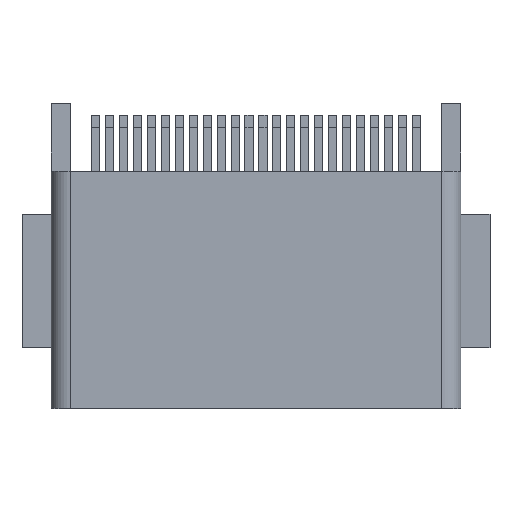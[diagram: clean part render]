
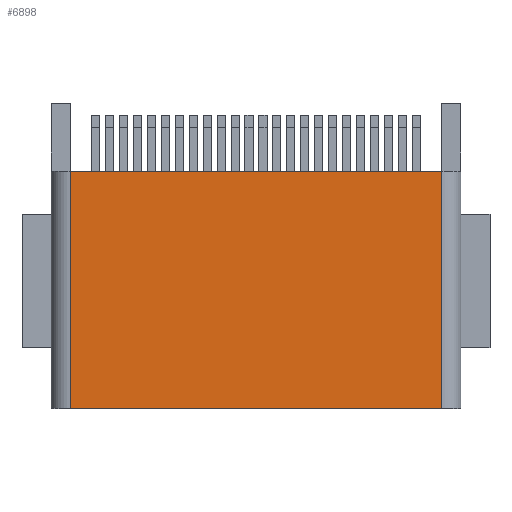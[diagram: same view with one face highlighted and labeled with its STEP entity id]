
A CAD part, top view. The second image highlights one B-rep face of the part: STEP entity #6898.
In plain terms, the highlighted planar face has unit normal (0, 0, 1).
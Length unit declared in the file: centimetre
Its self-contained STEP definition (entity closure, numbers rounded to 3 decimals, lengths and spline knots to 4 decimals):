
#6612=CARTESIAN_POINT('',(-1.465,-0.355,1.38));
#6613=VERTEX_POINT('',#6612);
#6631=CARTESIAN_POINT('',(-1.465,-2.225,1.38));
#6632=VERTEX_POINT('',#6631);
#6640=CARTESIAN_POINT('',(-1.465,-2.69,1.38));
#6641=DIRECTION('',(-0.,1.,0.));
#6642=VECTOR('',#6641,3.035);
#6643=LINE('',#6640,#6642);
#6644=EDGE_CURVE('',#6632,#6613,#6643,.T.);
#6800=CARTESIAN_POINT('',(1.465,-0.355,1.38));
#6801=VERTEX_POINT('',#6800);
#6802=CARTESIAN_POINT('',(-12346.615,-0.355,1.38));
#6803=DIRECTION('',(1.,0.,-0.));
#6804=VECTOR('',#6803,24690.);
#6805=LINE('',#6802,#6804);
#6806=EDGE_CURVE('',#6613,#6801,#6805,.T.);
#6875=CARTESIAN_POINT('',(-0.,-1.29,1.38));
#6876=DIRECTION('',(0.,0.,1.));
#6877=DIRECTION('',(1.,0.,0.));
#6878=AXIS2_PLACEMENT_3D('',#6875,#6876,#6877);
#6879=PLANE('',#6878);
#6880=ORIENTED_EDGE('',*,*,#6644,.F.);
#6881=CARTESIAN_POINT('',(1.465,-2.225,1.38));
#6882=VERTEX_POINT('',#6881);
#6883=CARTESIAN_POINT('',(12346.615,-2.225,1.38));
#6884=DIRECTION('',(-1.,0.,0.));
#6885=VECTOR('',#6884,24690.);
#6886=LINE('',#6883,#6885);
#6887=EDGE_CURVE('',#6882,#6632,#6886,.T.);
#6888=ORIENTED_EDGE('',*,*,#6887,.F.);
#6889=CARTESIAN_POINT('',(1.465,0.345,1.38));
#6890=DIRECTION('',(-0.,-1.,0.));
#6891=VECTOR('',#6890,3.035);
#6892=LINE('',#6889,#6891);
#6893=EDGE_CURVE('',#6801,#6882,#6892,.T.);
#6894=ORIENTED_EDGE('',*,*,#6893,.F.);
#6895=ORIENTED_EDGE('',*,*,#6806,.F.);
#6896=EDGE_LOOP('',(#6880,#6888,#6894,#6895));
#6897=FACE_BOUND('',#6896,.T.);
#6898=ADVANCED_FACE('',(#6897),#6879,.T.);
